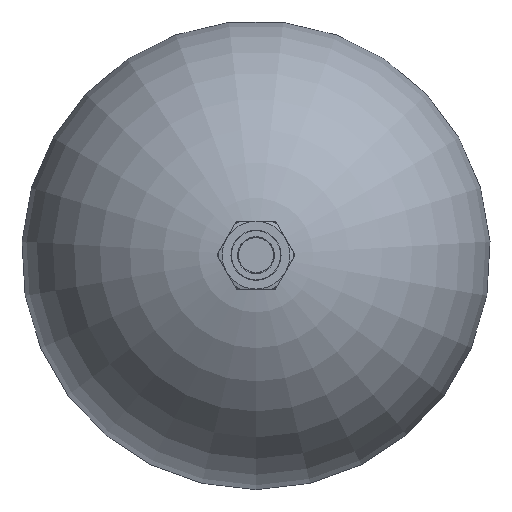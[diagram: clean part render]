
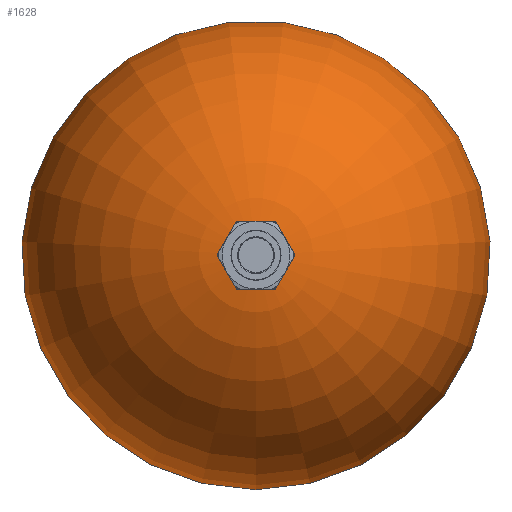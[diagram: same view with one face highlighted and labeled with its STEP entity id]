
A CAD part, front view. The second image highlights one B-rep face of the part: STEP entity #1628.
In plain terms, the highlighted toroidal (fillet/blend) face has major radius 2.421 mm and minor radius 96 mm.
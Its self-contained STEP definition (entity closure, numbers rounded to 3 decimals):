
#103=VERTEX_LOOP('',#465);
#104=DEGENERATE_TOROIDAL_SURFACE('',#1777,2.421,96.,.T.);
#464=VERTEX_POINT('',#2530);
#465=VERTEX_POINT('',#2532);
#607=CIRCLE('',#1776,12.49);
#740=EDGE_CURVE('',#464,#464,#607,.T.);
#1051=ORIENTED_EDGE('',*,*,#740,.F.);
#1403=EDGE_LOOP('',(#1051));
#1520=FACE_BOUND('',#103,.T.);
#1521=FACE_BOUND('',#1403,.T.);
#1628=ADVANCED_FACE('',(#1520,#1521),#104,.F.);
#1776=AXIS2_PLACEMENT_3D('',#2529,#2088,#2089);
#1777=AXIS2_PLACEMENT_3D('',#2531,#2090,$);
#2088=DIRECTION('',(0.,-1.,0.));
#2089=DIRECTION('',(12.49,0.,0.));
#2090=DIRECTION('',(0.,1.,0.));
#2529=CARTESIAN_POINT('',(0.,11.999,0.));
#2530=CARTESIAN_POINT('',(-12.49,11.999,0.));
#2531=CARTESIAN_POINT('',(0.,107.469,0.));
#2532=CARTESIAN_POINT('',(0.,11.5,0.));
